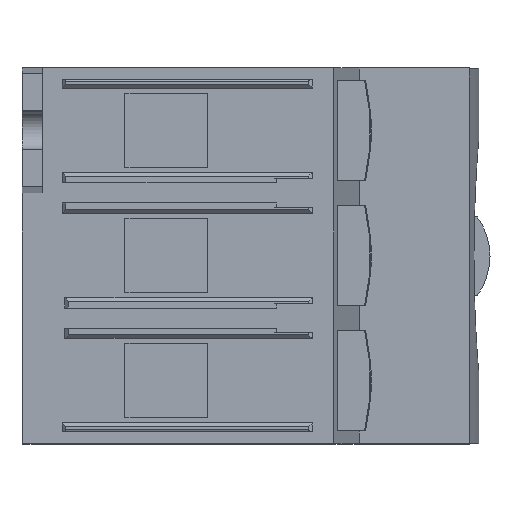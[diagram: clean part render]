
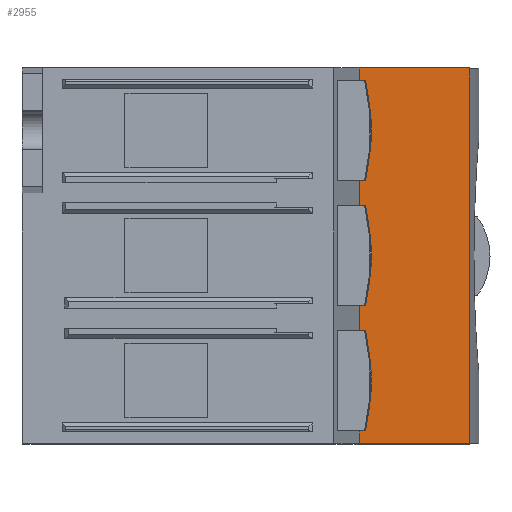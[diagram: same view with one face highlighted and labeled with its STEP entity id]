
A CAD part, top view. The second image highlights one B-rep face of the part: STEP entity #2955.
In plain terms, the highlighted planar face has unit normal (0, 0, 1).
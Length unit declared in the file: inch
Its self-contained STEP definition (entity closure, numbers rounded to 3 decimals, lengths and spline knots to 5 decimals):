
#45 = ORIENTED_EDGE ( 'NONE', *, *, #5841, .F. ) ;
#206 = LINE ( 'NONE', #5015, #2639 ) ;
#211 = EDGE_CURVE ( 'NONE', #5207, #283, #4749, .T. ) ;
#283 = VERTEX_POINT ( 'NONE', #6178 ) ;
#312 = CARTESIAN_POINT ( 'NONE',  ( -4.08017, 5.36177, 1.74728 ) ) ;
#320 = CARTESIAN_POINT ( 'NONE',  ( -4.0804, 6.18854, 1.74728 ) ) ;
#349 = VECTOR ( 'NONE', #4619, 39.37008 ) ;
#428 = PLANE ( 'NONE',  #4898 ) ;
#563 = CARTESIAN_POINT ( 'NONE',  ( -5.16258, 6.80862, 1.74728 ) ) ;
#566 = CARTESIAN_POINT ( 'NONE',  ( -4.08017, 6.73972, 1.74728 ) ) ;
#573 = VERTEX_POINT ( 'NONE', #1900 ) ;
#579 = ORIENTED_EDGE ( 'NONE', *, *, #4237, .T. ) ;
#659 = CARTESIAN_POINT ( 'NONE',  ( -4.10983, 6.80862, 1.74728 ) ) ;
#693 = CARTESIAN_POINT ( 'NONE',  ( -4.10983, 5.49957, 1.74728 ) ) ;
#719 = CARTESIAN_POINT ( 'NONE',  ( -4.10983, 6.18854, 1.74728 ) ) ;
#724 = CARTESIAN_POINT ( 'NONE',  ( -4.62866, 4.74169, 1.74728 ) ) ;
#742 = VECTOR ( 'NONE', #3792, 39.37008 ) ;
#806 = CARTESIAN_POINT ( 'NONE',  ( -4.08017, 6.05075, 1.74728 ) ) ;
#823 = CARTESIAN_POINT ( 'NONE',  ( -4.0366, 4.99257, 1.74728 ) ) ;
#904 = VERTEX_POINT ( 'NONE', #7475 ) ;
#991 = CARTESIAN_POINT ( 'NONE',  ( -4.62866, 5.78106, 1.74728 ) ) ;
#1003 = ORIENTED_EDGE ( 'NONE', *, *, #4091, .F. ) ;
#1019 = EDGE_CURVE ( 'NONE', #1654, #6638, #2975, .T. ) ;
#1036 = EDGE_CURVE ( 'NONE', #6198, #4447, #3424, .T. ) ;
#1281 = ORIENTED_EDGE ( 'NONE', *, *, #1367, .T. ) ;
#1315 = ORIENTED_EDGE ( 'NONE', *, *, #1423, .T. ) ;
#1334 = VECTOR ( 'NONE', #4700, 39.37008 ) ;
#1367 = EDGE_CURVE ( 'NONE', #5207, #1629, #5920, .T. ) ;
#1378 = LINE ( 'NONE', #6255, #742 ) ;
#1405 = EDGE_CURVE ( 'NONE', #3538, #5465, #5280, .T. ) ;
#1423 = EDGE_CURVE ( 'NONE', #6198, #573, #1753, .T. ) ;
#1506 = ORIENTED_EDGE ( 'NONE', *, *, #4467, .T. ) ;
#1527 = LINE ( 'NONE', #3468, #6068 ) ;
#1542 =( BOUNDED_CURVE ( )  B_SPLINE_CURVE ( 3, ( #566, #1800, #3662, #1882 ),
 .UNSPECIFIED., .F., .F. ) 
 B_SPLINE_CURVE_WITH_KNOTS ( ( 4, 4 ),
 ( 2.79502, 3.26654 ),
 .UNSPECIFIED. ) 
 CURVE ( )  GEOMETRIC_REPRESENTATION_ITEM ( )  RATIONAL_B_SPLINE_CURVE ( ( 1., 0.982, 0.982, 1. ) ) 
 REPRESENTATION_ITEM ( '' )  );
#1629 = VERTEX_POINT ( 'NONE', #7572 ) ;
#1654 = VERTEX_POINT ( 'NONE', #5748 ) ;
#1687 = DIRECTION ( 'NONE',  ( 0., -1., 0. ) ) ;
#1753 = LINE ( 'NONE', #6600, #4258 ) ;
#1800 = CARTESIAN_POINT ( 'NONE',  ( -4.03652, 6.5577, 1.74728 ) ) ;
#1874 = CARTESIAN_POINT ( 'NONE',  ( -4.08017, 5.36177, 1.74728 ) ) ;
#1882 = CARTESIAN_POINT ( 'NONE',  ( -4.0804, 6.18854, 1.74728 ) ) ;
#1900 = CARTESIAN_POINT ( 'NONE',  ( -4.10983, 6.73972, 1.74728 ) ) ;
#2121 = CARTESIAN_POINT ( 'NONE',  ( -4.28383, 6.73972, 1.74728 ) ) ;
#2150 = ORIENTED_EDGE ( 'NONE', *, *, #6577, .F. ) ;
#2241 = DIRECTION ( 'NONE',  ( -1., 0., 0. ) ) ;
#2308 = DIRECTION ( 'NONE',  ( 0., -1., 0. ) ) ;
#2314 = ORIENTED_EDGE ( 'NONE', *, *, #1405, .F. ) ;
#2391 = DIRECTION ( 'NONE',  ( 1., 0., 0. ) ) ;
#2404 = CARTESIAN_POINT ( 'NONE',  ( -4.0366, 5.68155, 1.74728 ) ) ;
#2434 = VERTEX_POINT ( 'NONE', #719 ) ;
#2520 = DIRECTION ( 'NONE',  ( 1., 0., 0. ) ) ;
#2525 = VERTEX_POINT ( 'NONE', #320 ) ;
#2551 = DIRECTION ( 'NONE',  ( 1., 0., 0. ) ) ;
#2624 = DIRECTION ( 'NONE',  ( 0., -1., 0. ) ) ;
#2639 = VECTOR ( 'NONE', #2624, 39.37008 ) ;
#2721 = CARTESIAN_POINT ( 'NONE',  ( -4.03652, 5.17975, 1.74728 ) ) ;
#2802 = DIRECTION ( 'NONE',  ( 0., -1., 0. ) ) ;
#2885 = VECTOR ( 'NONE', #1687, 39.37008 ) ;
#2896 = CARTESIAN_POINT ( 'NONE',  ( -4.28383, 6.05075, 1.74728 ) ) ;
#2921 = CARTESIAN_POINT ( 'NONE',  ( -4.03652, 5.86873, 1.74728 ) ) ;
#2955 = ADVANCED_FACE ( 'NONE', ( #4085 ), #428, .T. ) ;
#2961 = DIRECTION ( 'NONE',  ( 0., 0., 1. ) ) ;
#2975 = LINE ( 'NONE', #5891, #1334 ) ;
#2980 = CARTESIAN_POINT ( 'NONE',  ( -4.10983, 4.74169, 1.74728 ) ) ;
#3023 = ORIENTED_EDGE ( 'NONE', *, *, #211, .F. ) ;
#3258 = LINE ( 'NONE', #724, #7586 ) ;
#3389 = VECTOR ( 'NONE', #6908, 39.37008 ) ;
#3424 = LINE ( 'NONE', #563, #5771 ) ;
#3468 = CARTESIAN_POINT ( 'NONE',  ( -4.28383, 5.36177, 1.74728 ) ) ;
#3538 = VERTEX_POINT ( 'NONE', #806 ) ;
#3574 = ORIENTED_EDGE ( 'NONE', *, *, #1019, .T. ) ;
#3662 = CARTESIAN_POINT ( 'NONE',  ( -4.0366, 6.37053, 1.74728 ) ) ;
#3792 = DIRECTION ( 'NONE',  ( 1., 0., 0. ) ) ;
#3799 = EDGE_CURVE ( 'NONE', #7026, #4598, #6164, .T. ) ;
#3803 = ORIENTED_EDGE ( 'NONE', *, *, #3799, .T. ) ;
#3895 = LINE ( 'NONE', #4571, #3389 ) ;
#3971 = ORIENTED_EDGE ( 'NONE', *, *, #6806, .T. ) ;
#3995 = VECTOR ( 'NONE', #5240, 39.37008 ) ;
#4085 = FACE_OUTER_BOUND ( 'NONE', #4208, .T. ) ;
#4091 = EDGE_CURVE ( 'NONE', #7422, #573, #7556, .T. ) ;
#4208 = EDGE_LOOP ( 'NONE', ( #3803, #45, #3574, #3971, #4913, #4607, #1315, #1003, #5261, #5428, #1506, #2314, #579, #3023, #1281, #2150 ) ) ;
#4237 = EDGE_CURVE ( 'NONE', #3538, #283, #7782, .T. ) ;
#4258 = VECTOR ( 'NONE', #2308, 39.37008 ) ;
#4447 = VERTEX_POINT ( 'NONE', #5895 ) ;
#4467 = EDGE_CURVE ( 'NONE', #2434, #5465, #5340, .T. ) ;
#4571 = CARTESIAN_POINT ( 'NONE',  ( -4.03775, 4.81059, 1.74728 ) ) ;
#4598 = VERTEX_POINT ( 'NONE', #7790 ) ;
#4607 = ORIENTED_EDGE ( 'NONE', *, *, #1036, .F. ) ;
#4619 = DIRECTION ( 'NONE',  ( -1., 0., 0. ) ) ;
#4700 = DIRECTION ( 'NONE',  ( 0., -1., 0. ) ) ;
#4749 = LINE ( 'NONE', #7167, #6677 ) ;
#4833 = CARTESIAN_POINT ( 'NONE',  ( -4.08017, 6.05075, 1.74728 ) ) ;
#4898 = AXIS2_PLACEMENT_3D ( 'NONE', #991, #2961, #2802 ) ;
#4913 = ORIENTED_EDGE ( 'NONE', *, *, #6888, .F. ) ;
#5015 = CARTESIAN_POINT ( 'NONE',  ( -3.50398, 8.77713, 1.74728 ) ) ;
#5207 = VERTEX_POINT ( 'NONE', #693 ) ;
#5240 = DIRECTION ( 'NONE',  ( 0., -1., 0. ) ) ;
#5261 = ORIENTED_EDGE ( 'NONE', *, *, #5688, .T. ) ;
#5280 = LINE ( 'NONE', #2896, #5659 ) ;
#5340 = LINE ( 'NONE', #6534, #2885 ) ;
#5399 = CARTESIAN_POINT ( 'NONE',  ( -4.08017, 6.73972, 1.74728 ) ) ;
#5428 = ORIENTED_EDGE ( 'NONE', *, *, #6362, .F. ) ;
#5465 = VERTEX_POINT ( 'NONE', #7637 ) ;
#5659 = VECTOR ( 'NONE', #7179, 39.37008 ) ;
#5688 = EDGE_CURVE ( 'NONE', #7422, #2525, #1542, .T. ) ;
#5748 = CARTESIAN_POINT ( 'NONE',  ( -4.10983, 4.81059, 1.74728 ) ) ;
#5771 = VECTOR ( 'NONE', #2391, 39.37008 ) ;
#5792 = CARTESIAN_POINT ( 'NONE',  ( -4.0804, 4.81059, 1.74728 ) ) ;
#5841 = EDGE_CURVE ( 'NONE', #1654, #4598, #3895, .T. ) ;
#5891 = CARTESIAN_POINT ( 'NONE',  ( -4.10983, 5.78106, 1.74728 ) ) ;
#5895 = CARTESIAN_POINT ( 'NONE',  ( -3.50398, 6.80862, 1.74728 ) ) ;
#5920 = LINE ( 'NONE', #6439, #3995 ) ;
#6068 = VECTOR ( 'NONE', #2241, 39.37008 ) ;
#6164 =( BOUNDED_CURVE ( )  B_SPLINE_CURVE ( 3, ( #312, #2721, #823, #5792 ),
 .UNSPECIFIED., .F., .F. ) 
 B_SPLINE_CURVE_WITH_KNOTS ( ( 4, 4 ),
 ( 2.79502, 3.26654 ),
 .UNSPECIFIED. ) 
 CURVE ( )  GEOMETRIC_REPRESENTATION_ITEM ( )  RATIONAL_B_SPLINE_CURVE ( ( 1., 0.982, 0.982, 1. ) ) 
 REPRESENTATION_ITEM ( '' )  );
#6178 = CARTESIAN_POINT ( 'NONE',  ( -4.0804, 5.49957, 1.74728 ) ) ;
#6198 = VERTEX_POINT ( 'NONE', #659 ) ;
#6255 = CARTESIAN_POINT ( 'NONE',  ( -4.03775, 6.18854, 1.74728 ) ) ;
#6362 = EDGE_CURVE ( 'NONE', #2434, #2525, #1378, .T. ) ;
#6439 = CARTESIAN_POINT ( 'NONE',  ( -4.10983, 5.78106, 1.74728 ) ) ;
#6534 = CARTESIAN_POINT ( 'NONE',  ( -4.10983, 5.78106, 1.74728 ) ) ;
#6577 = EDGE_CURVE ( 'NONE', #7026, #1629, #1527, .T. ) ;
#6600 = CARTESIAN_POINT ( 'NONE',  ( -4.10983, 5.78106, 1.74728 ) ) ;
#6638 = VERTEX_POINT ( 'NONE', #2980 ) ;
#6677 = VECTOR ( 'NONE', #2520, 39.37008 ) ;
#6806 = EDGE_CURVE ( 'NONE', #6638, #904, #3258, .T. ) ;
#6888 = EDGE_CURVE ( 'NONE', #4447, #904, #206, .T. ) ;
#6908 = DIRECTION ( 'NONE',  ( 1., 0., 0. ) ) ;
#7026 = VERTEX_POINT ( 'NONE', #1874 ) ;
#7167 = CARTESIAN_POINT ( 'NONE',  ( -4.03775, 5.49957, 1.74728 ) ) ;
#7179 = DIRECTION ( 'NONE',  ( -1., 0., 0. ) ) ;
#7246 = CARTESIAN_POINT ( 'NONE',  ( -4.0804, 5.49957, 1.74728 ) ) ;
#7422 = VERTEX_POINT ( 'NONE', #5399 ) ;
#7475 = CARTESIAN_POINT ( 'NONE',  ( -3.50398, 4.74169, 1.74728 ) ) ;
#7556 = LINE ( 'NONE', #2121, #349 ) ;
#7572 = CARTESIAN_POINT ( 'NONE',  ( -4.10983, 5.36177, 1.74728 ) ) ;
#7586 = VECTOR ( 'NONE', #2551, 39.37008 ) ;
#7637 = CARTESIAN_POINT ( 'NONE',  ( -4.10983, 6.05075, 1.74728 ) ) ;
#7782 =( BOUNDED_CURVE ( )  B_SPLINE_CURVE ( 3, ( #4833, #2921, #2404, #7246 ),
 .UNSPECIFIED., .F., .F. ) 
 B_SPLINE_CURVE_WITH_KNOTS ( ( 4, 4 ),
 ( 2.79502, 3.26654 ),
 .UNSPECIFIED. ) 
 CURVE ( )  GEOMETRIC_REPRESENTATION_ITEM ( )  RATIONAL_B_SPLINE_CURVE ( ( 1., 0.982, 0.982, 1. ) ) 
 REPRESENTATION_ITEM ( '' )  );
#7790 = CARTESIAN_POINT ( 'NONE',  ( -4.0804, 4.81059, 1.74728 ) ) ;
